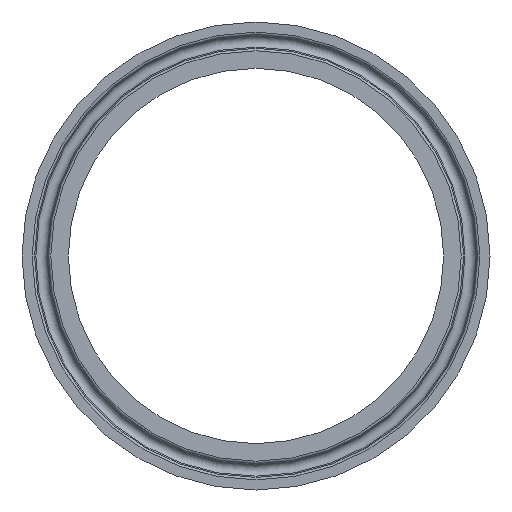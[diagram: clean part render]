
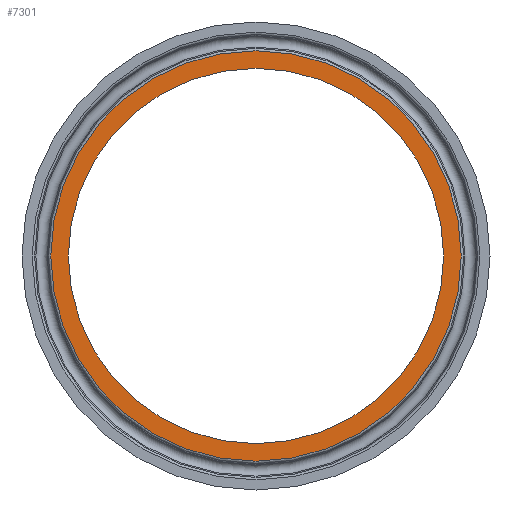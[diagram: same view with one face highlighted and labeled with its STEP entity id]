
A CAD part, left-side view. The second image highlights one B-rep face of the part: STEP entity #7301.
In plain terms, the highlighted planar face has unit normal (-1, 0, 0).
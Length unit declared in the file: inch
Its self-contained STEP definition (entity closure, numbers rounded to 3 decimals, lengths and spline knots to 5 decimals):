
#61=FACE_BOUND('',#2537,.T.);
#1720=PLANE('',#7767);
#2103=FACE_OUTER_BOUND('',#2536,.T.);
#2536=EDGE_LOOP('',(#6735,#6736));
#2537=EDGE_LOOP('',(#6737,#6738));
#2724=CIRCLE('',#7764,1.56941);
#2725=CIRCLE('',#7765,1.56941);
#2727=CIRCLE('',#7768,1.435);
#2728=CIRCLE('',#7769,1.435);
#3522=VERTEX_POINT('',#16266);
#3523=VERTEX_POINT('',#16268);
#3524=VERTEX_POINT('',#16273);
#3525=VERTEX_POINT('',#16274);
#4605=EDGE_CURVE('',#3522,#3523,#2724,.T.);
#4606=EDGE_CURVE('',#3523,#3522,#2725,.T.);
#4608=EDGE_CURVE('',#3524,#3525,#2727,.T.);
#4609=EDGE_CURVE('',#3525,#3524,#2728,.T.);
#6735=ORIENTED_EDGE('',*,*,#4606,.F.);
#6736=ORIENTED_EDGE('',*,*,#4605,.F.);
#6737=ORIENTED_EDGE('',*,*,#4608,.T.);
#6738=ORIENTED_EDGE('',*,*,#4609,.T.);
#7301=ADVANCED_FACE('',(#2103,#61),#1720,.T.);
#7764=AXIS2_PLACEMENT_3D('',#16269,#9158,#9159);
#7765=AXIS2_PLACEMENT_3D('',#16270,#9160,#9161);
#7767=AXIS2_PLACEMENT_3D('',#16272,#9164,#9165);
#7768=AXIS2_PLACEMENT_3D('',#16275,#9166,#9167);
#7769=AXIS2_PLACEMENT_3D('',#16276,#9168,#9169);
#9158=DIRECTION('center_axis',(1.,0.,0.));
#9159=DIRECTION('ref_axis',(0.,-1.,0.));
#9160=DIRECTION('center_axis',(1.,0.,0.));
#9161=DIRECTION('ref_axis',(0.,-1.,0.));
#9164=DIRECTION('center_axis',(-1.,0.,0.));
#9165=DIRECTION('ref_axis',(0.,0.,1.));
#9166=DIRECTION('center_axis',(1.,0.,0.));
#9167=DIRECTION('ref_axis',(0.,1.,0.));
#9168=DIRECTION('center_axis',(1.,0.,0.));
#9169=DIRECTION('ref_axis',(0.,1.,0.));
#16266=CARTESIAN_POINT('',(0.,0.,
1.56941));
#16268=CARTESIAN_POINT('',(0.,1.56941,0.));
#16269=CARTESIAN_POINT('Origin',(0.,0.,0.));
#16270=CARTESIAN_POINT('Origin',(0.,0.,0.));
#16272=CARTESIAN_POINT('Origin',(0.,1.50882,
0.));
#16273=CARTESIAN_POINT('',(0.,1.435,0.));
#16274=CARTESIAN_POINT('',(0.,-1.435,0.));
#16275=CARTESIAN_POINT('Origin',(0.,0.,0.));
#16276=CARTESIAN_POINT('Origin',(0.,0.,0.));
